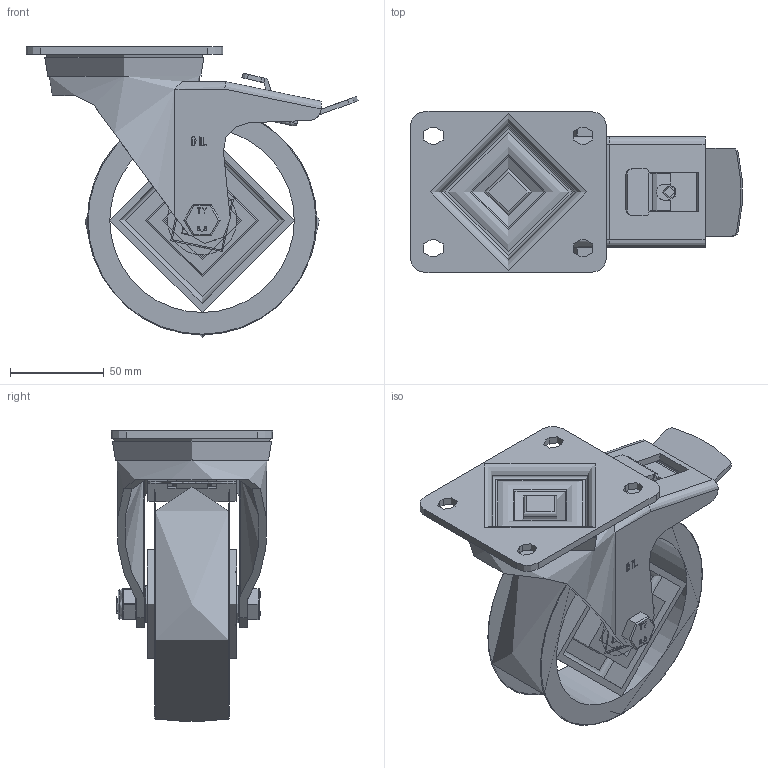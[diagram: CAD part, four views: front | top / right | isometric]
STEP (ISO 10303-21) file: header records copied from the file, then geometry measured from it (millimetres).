
FILE_DESCRIPTION(/* description */ (''),/* implementation_level */ '2;1');
FILE_NAME(/* name */ 'BZH125ENPBJSWB.step',/* time_stamp */ '2024-07-24T08:47:48+01:00',/* author */ (''),/* organization */ (''),/* preprocessor_version */ 'ST-DEVELOPER v20',/* originating_system */ 'Autodesk Translation Framework v13.14.0.145',/* authorisation */ '');
FILE_SCHEMA (('AUTOMOTIVE_DESIGN { 1 0 10303 214 3 1 1 }'));
Length unit declared in the file: millimetre
Products named in the file (29): BZH125ENPBJSWB; BZH125ASSWB v1; ZINC PLATED, PRESSED STEEL TOP PLATE; ZINC PLATED, PRESSED STEEL FORKS; BEARING SEAL; BRAKE PEDAL; BRAKE PAD; BRAKE PAD Geometry; BRAKE BOLT; BZH125WENPBJM20 v1; 82 SHORE A POLYURETHANE TYRE; NYLON RIM; BEARING6004; BALL BEARINGS; BEARING6004 (1); BALL BEARINGS (1); Component1; METAL; MIDDLE; RUBBER; BEARING SPACER; TUBEM20X50 v1; ZINC PLATED, STEEL TUBE; HEXBOLTM10X70Z8.8 v2; GRADE 8.8 THREADED ZINC PLATED BOLT; NYLOCM10Z v1; NYLOC NUT; RUBBER (1); NUT
Assembly tree (48 placements, depth 5):
  BZH125ENPBJSWB
    BZH125ASSWB v1
      ZINC PLATED, PRESSED STEEL TOP PLATE
      ZINC PLATED, PRESSED STEEL FORKS
      BEARING SEAL
      BRAKE PEDAL
      BRAKE PAD
        BRAKE PAD Geometry
        BRAKE BOLT
    BZH125WENPBJM20 v1
      82 SHORE A POLYURETHANE TYRE
      NYLON RIM
      BEARING6004
        METAL
        MIDDLE
        BALL BEARINGS
          Component1  x9
        RUBBER
      BEARING6004 (1)
        BALL BEARINGS (1)
          Component1  x9
        METAL
        MIDDLE
        RUBBER
      BEARING SPACER
    TUBEM20X50 v1
      ZINC PLATED, STEEL TUBE
    HEXBOLTM10X70Z8.8 v2
      GRADE 8.8 THREADED ZINC PLATED BOLT
    NYLOCM10Z v1
      NYLOC NUT
        RUBBER (1)
        NUT
Bounding box: 177.25 x 86 x 154.87 mm (x, y, z)
Volume: 520898.8 mm3; surface area: 210468.8 mm2
Topology: 41 solids, 41 shells, 1464 faces, 3785 edges, 2480 vertices
Faces by surface type: plane 656, bspline 439, cylinder 284, sphere 48, torus 30, cone 7
Full cylindrical faces by diameter (mm): 6 x2, 8 x18, 8.141 x18, 9.85 x19, 10 x3, 10.2 x2, 10.5 x1, 12 x2, 16 x2, 19.9 x1, 20 x4, 24 x3, 25 x10, 26 x4, 27 x8, 31 x1, 32 x1, 35 x4, 36 x4, 37 x4, 38 x10, 40 x1, 42 x4, 58 x2, 60 x1, 62 x1, 72 x1, 80 x1, 88.5 x2, 98.5 x2
Entity records: 40435 total; most frequent: CARTESIAN_POINT 15750, ORIENTED_EDGE 5302, DIRECTION 4304, EDGE_CURVE 2651, VERTEX_POINT 1728, LINE 1450, VECTOR 1450, AXIS2_PLACEMENT_3D 1427
